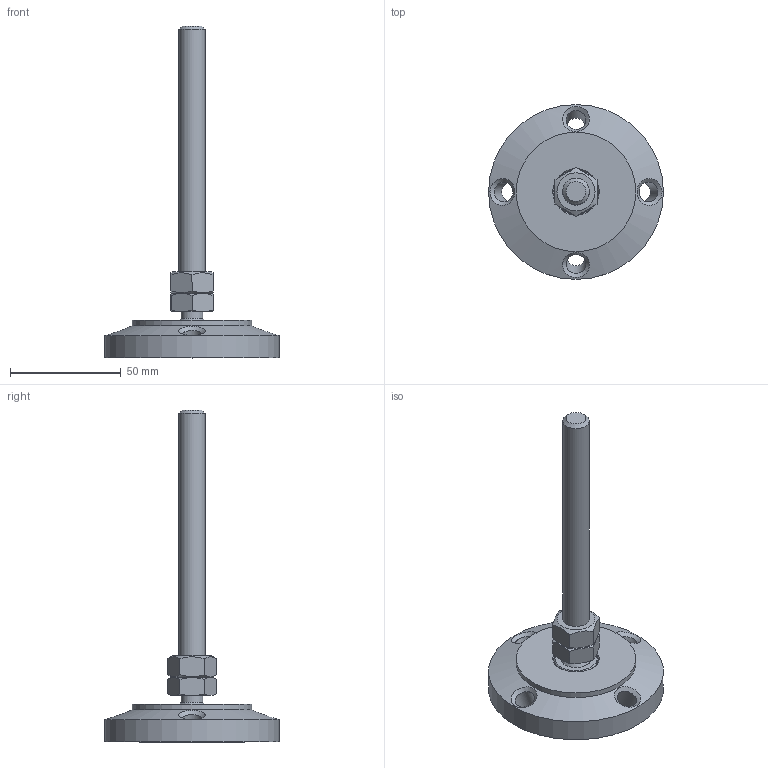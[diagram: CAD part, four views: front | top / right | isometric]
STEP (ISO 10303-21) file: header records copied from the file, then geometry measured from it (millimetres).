
FILE_DESCRIPTION((''),'2;1');
FILE_NAME('SF0615V_A.stp','2014-08-29T08:46:58',('Marina Kaa'),(''),'Autodesk Inventor 2012','Autodesk Inventor 2012','');
FILE_SCHEMA(('AUTOMOTIVE_DESIGN { 1 0 10303 214 1 1 1 1 }'));
Length unit declared in the file: millimetre
Products named in the file (5): SF0615V_A; ME9601441_A; ME1501000_A; ME14121441175_A; DK0934120001_A
Assembly tree (4 placements, depth 2):
  SF0615V_A
    ME9601441_A
    ME1501000_A
    ME14121441175_A
    DK0934120001_A
Bounding box: 79 x 79 x 150.03 mm (x, y, z)
Volume: 85614.4 mm3; surface area: 23895.3 mm2
Topology: 4 solids, 4 shells, 69 faces, 159 edges, 102 vertices
Faces by surface type: plane 25, cone 23, cylinder 15, bspline 4, sphere 2
Full cylindrical faces by diameter (mm): 9 x4, 9.9 x1, 10.106 x1, 12 x1, 12.95 x1, 20 x4, 21 x1, 54 x1, 79 x1
Entity records: 2305 total; most frequent: CARTESIAN_POINT 860, DIRECTION 268, ORIENTED_EDGE 240, AXIS2_PLACEMENT_3D 122, EDGE_CURVE 120, EDGE_LOOP 112, VERTEX_POINT 92, FACE_OUTER_BOUND 69
